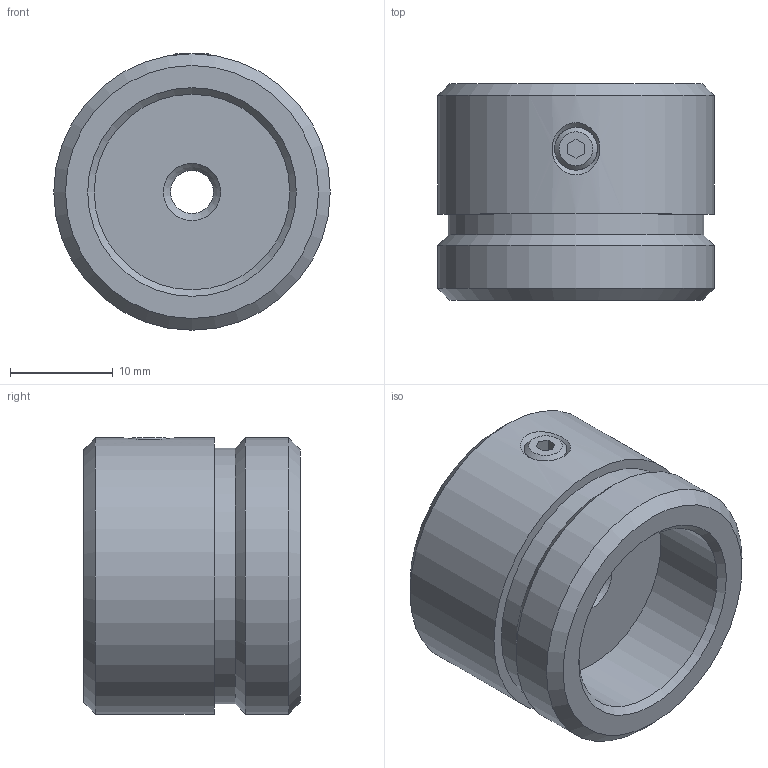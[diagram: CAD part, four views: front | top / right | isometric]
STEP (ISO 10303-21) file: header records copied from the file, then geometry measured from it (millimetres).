
FILE_DESCRIPTION((''),'2;1');
FILE_NAME('is-fba 3d web drawing1.stp','2011-03-17T08:11:56',('JC'),(''),'Autodesk Inventor 11','Autodesk Inventor 11','');
FILE_SCHEMA(('AUTOMOTIVE_DESIGN { 1 0 10303 214 1 1 1 1 }'));
Length unit declared in the file: inch
Products named in the file (1): is-fba 3d web drawing1
Bounding box: 26.92 x 21.08 x 26.92 mm (x, y, z)
Volume: 9098.6 mm3; surface area: 3526.6 mm2
Topology: 1 solids, 1 shells, 26 faces, 54 edges, 34 vertices
Faces by surface type: plane 12, cone 8, cylinder 6
Full cylindrical faces by diameter (mm): 4.166 x2, 19.05 x1, 24.892 x1, 26.924 x2
Entity records: 692 total; most frequent: CARTESIAN_POINT 167, DIRECTION 106, ORIENTED_EDGE 76, EDGE_LOOP 46, AXIS2_PLACEMENT_3D 44, EDGE_CURVE 38, VERTEX_POINT 32, FACE_OUTER_BOUND 26
